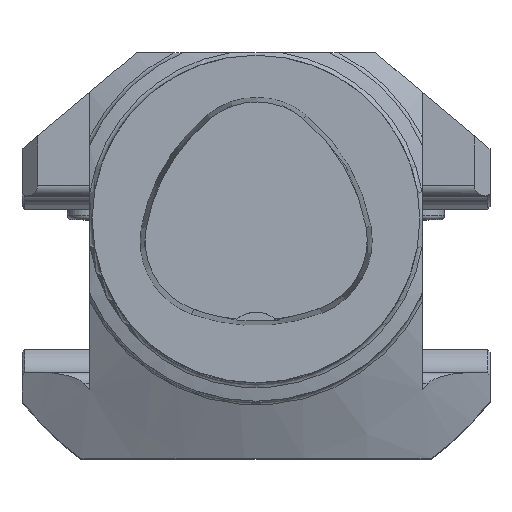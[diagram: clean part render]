
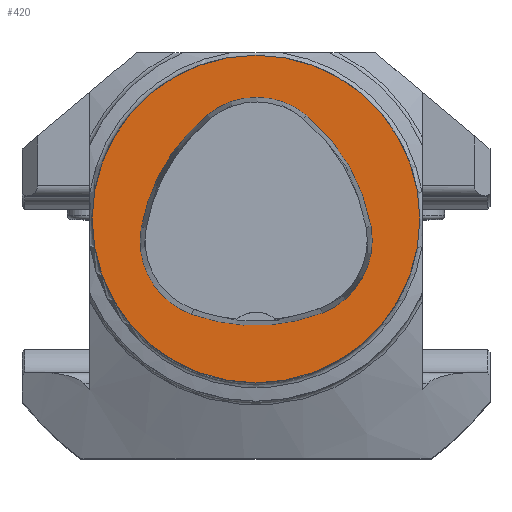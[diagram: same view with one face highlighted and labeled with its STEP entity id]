
A CAD part, top view. The second image highlights one B-rep face of the part: STEP entity #420.
In plain terms, the highlighted planar face has unit normal (0, 0, 1).
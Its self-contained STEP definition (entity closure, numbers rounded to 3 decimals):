
#420=ADVANCED_FACE('',(#955,#956),#522,.T.);
#522=PLANE('',#2862);
#955=FACE_BOUND('',#1133,.T.);
#956=FACE_BOUND('',#1134,.T.);
#1133=EDGE_LOOP('',(#1812,#1813,#1814,#1815,#1816,#1817));
#1134=EDGE_LOOP('',(#1818));
#1812=ORIENTED_EDGE('',*,*,#2465,.T.);
#1813=ORIENTED_EDGE('',*,*,#2445,.T.);
#1814=ORIENTED_EDGE('',*,*,#2449,.T.);
#1815=ORIENTED_EDGE('',*,*,#2452,.T.);
#1816=ORIENTED_EDGE('',*,*,#2455,.T.);
#1817=ORIENTED_EDGE('',*,*,#2463,.T.);
#1818=ORIENTED_EDGE('',*,*,#2319,.F.);
#2048=VERTEX_POINT('',#4180);
#2107=VERTEX_POINT('',#4519);
#2108=VERTEX_POINT('',#4520);
#2111=VERTEX_POINT('',#4528);
#2113=VERTEX_POINT('',#4534);
#2115=VERTEX_POINT('',#4540);
#2122=VERTEX_POINT('',#4561);
#2319=EDGE_CURVE('',#2048,#2048,#2530,.T.);
#2445=EDGE_CURVE('',#2107,#2108,#2561,.T.);
#2449=EDGE_CURVE('',#2108,#2111,#2563,.T.);
#2452=EDGE_CURVE('',#2111,#2113,#2565,.T.);
#2455=EDGE_CURVE('',#2113,#2115,#2567,.T.);
#2463=EDGE_CURVE('',#2115,#2122,#2571,.T.);
#2465=EDGE_CURVE('',#2122,#2107,#2573,.T.);
#2530=CIRCLE('',#2722,31.5);
#2561=CIRCLE('',#2840,36.);
#2563=CIRCLE('',#2843,15.);
#2565=CIRCLE('',#2846,36.);
#2567=CIRCLE('',#2849,15.);
#2571=CIRCLE('',#2854,36.);
#2573=CIRCLE('',#2857,15.);
#2722=AXIS2_PLACEMENT_3D('',#4179,#3198,#3199);
#2840=AXIS2_PLACEMENT_3D('',#4518,#3510,#3511);
#2843=AXIS2_PLACEMENT_3D('',#4527,#3518,#3519);
#2846=AXIS2_PLACEMENT_3D('',#4533,#3525,#3526);
#2849=AXIS2_PLACEMENT_3D('',#4539,#3532,#3533);
#2854=AXIS2_PLACEMENT_3D('',#4562,#3544,#3545);
#2857=AXIS2_PLACEMENT_3D('',#4565,#3550,#3551);
#2862=AXIS2_PLACEMENT_3D('',#4570,#3560,#3561);
#3198=DIRECTION('',(0.,0.,-1.));
#3199=DIRECTION('',(-1.,0.,0.));
#3510=DIRECTION('',(0.,0.,-1.));
#3511=DIRECTION('',(-1.,0.,0.));
#3518=DIRECTION('',(0.,0.,-1.));
#3519=DIRECTION('',(-1.,0.,0.));
#3525=DIRECTION('',(0.,0.,-1.));
#3526=DIRECTION('',(-1.,0.,0.));
#3532=DIRECTION('',(0.,0.,-1.));
#3533=DIRECTION('',(-1.,0.,0.));
#3544=DIRECTION('',(0.,0.,-1.));
#3545=DIRECTION('',(-1.,0.,0.));
#3550=DIRECTION('',(0.,0.,-1.));
#3551=DIRECTION('',(-1.,0.,0.));
#3560=DIRECTION('',(0.,0.,1.));
#3561=DIRECTION('',(1.,0.,0.));
#4179=CARTESIAN_POINT('',(0.,0.,0.));
#4180=CARTESIAN_POINT('',(-31.5,0.,0.));
#4518=CARTESIAN_POINT('',(13.398,-7.893,0.));
#4519=CARTESIAN_POINT('',(-22.041,-1.562,0.));
#4520=CARTESIAN_POINT('',(-9.317,20.036,0.));
#4527=CARTESIAN_POINT('',(0.148,8.399,0.));
#4528=CARTESIAN_POINT('',(9.779,19.898,0.));
#4533=CARTESIAN_POINT('',(-13.337,-7.7,0.));
#4534=CARTESIAN_POINT('',(22.122,-1.48,0.));
#4539=CARTESIAN_POINT('',(7.347,-4.071,0.));
#4540=CARTESIAN_POINT('',(12.693,-18.087,0.));
#4561=CARTESIAN_POINT('',(-12.373,-18.307,0.));
#4562=CARTESIAN_POINT('',(-0.137,15.55,0.));
#4565=CARTESIAN_POINT('',(-7.275,-4.2,0.));
#4570=CARTESIAN_POINT('',(0.,0.,0.));
